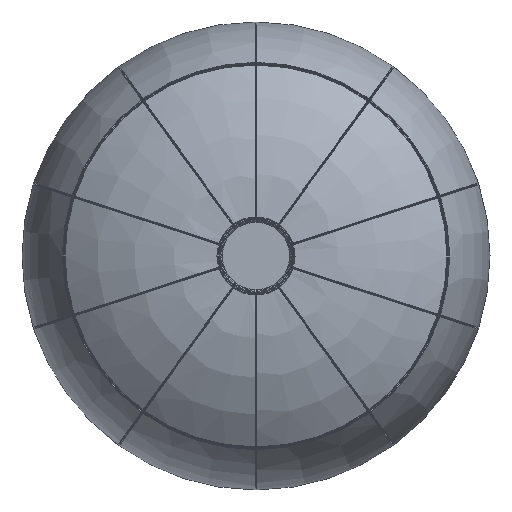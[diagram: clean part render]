
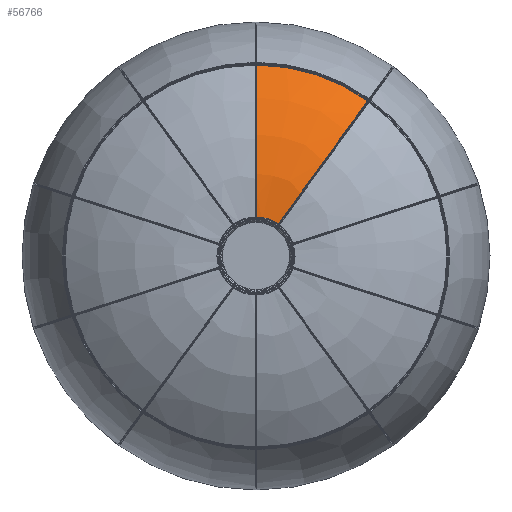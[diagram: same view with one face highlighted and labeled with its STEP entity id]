
A CAD part, front view. The second image highlights one B-rep face of the part: STEP entity #56766.
In plain terms, the highlighted toroidal (fillet/blend) face has major radius 110.103 mm and minor radius 570 mm.
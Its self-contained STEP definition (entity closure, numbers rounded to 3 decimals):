
#439 = CARTESIAN_POINT ( 'NONE',  ( 2.005, -382.916, 360.261 ) ) ;
#1117 = AXIS2_PLACEMENT_3D ( 'NONE', #18804, #19279, #19503 ) ;
#1127 = CARTESIAN_POINT ( 'NONE',  ( 2.005, -341.841, 431.024 ) ) ;
#1817 = CARTESIAN_POINT ( 'NONE',  ( 2.003, -437.502, 170.636 ) ) ;
#2052 = CARTESIAN_POINT ( 'NONE',  ( 2., -440.701, 104.718 ) ) ;
#2121 = ORIENTED_EDGE ( 'NONE', *, *, #24687, .T. ) ;
#3132 = CARTESIAN_POINT ( 'NONE',  ( 117.489, -433.159, 165.117 ) ) ;
#3831 = CARTESIAN_POINT ( 'NONE',  ( 126.946, -430.277, 178.135 ) ) ;
#4525 = CARTESIAN_POINT ( 'NONE',  ( 182.792, -402.93, 255.002 ) ) ;
#5495 = DIRECTION ( 'NONE',  ( 0., 1., 0. ) ) ;
#5911 = CARTESIAN_POINT ( 'NONE',  ( 2.004, -406.698, 303.468 ) ) ;
#6228 = FACE_OUTER_BOUND ( 'NONE', #11199, .T. ) ;
#6605 = CARTESIAN_POINT ( 'NONE',  ( 2.005, -402.417, 315.078 ) ) ;
#6844 = CARTESIAN_POINT ( 'NONE',  ( 2.004, -415.88, 275.968 ) ) ;
#7763 = CARTESIAN_POINT ( 'NONE',  ( 2.004, -418.236, 268.012 ) ) ;
#9313 = CARTESIAN_POINT ( 'NONE',  ( 173.621, -408.59, 242.379 ) ) ;
#9708 = CARTESIAN_POINT ( 'NONE',  ( 2.005, -322.26, 457.661 ) ) ;
#10018 = VERTEX_POINT ( 'NONE', #61383 ) ;
#10054 = ORIENTED_EDGE ( 'NONE', *, *, #31617, .T. ) ;
#10942 = CARTESIAN_POINT ( 'NONE',  ( 0., -440.063, 0. ) ) ;
#11199 = EDGE_LOOP ( 'NONE', ( #12469, #10054, #34017, #2121 ) ) ;
#11361 = CARTESIAN_POINT ( 'NONE',  ( 1.998, -440.063, 88.143 ) ) ;
#11742 = AXIS2_PLACEMENT_3D ( 'NONE', #10942, #5495, #15910 ) ;
#11820 = CARTESIAN_POINT ( 'NONE',  ( 2.005, -332.374, 444.514 ) ) ;
#12469 = ORIENTED_EDGE ( 'NONE', *, *, #45276, .T. ) ;
#12523 = CARTESIAN_POINT ( 'NONE',  ( 2.004, -426.602, 235.951 ) ) ;
#15910 = DIRECTION ( 'NONE',  ( 0., 0., -1. ) ) ;
#16128 = CARTESIAN_POINT ( 'NONE',  ( 267.384, -322.26, 371.434 ) ) ;
#17719 = CARTESIAN_POINT ( 'NONE',  ( 2.003, -432.813, 203.391 ) ) ;
#17945 = CARTESIAN_POINT ( 'NONE',  ( 2.001, -440.615, 121.244 ) ) ;
#18415 = CARTESIAN_POINT ( 'NONE',  ( 1.998, -440.063, 88.143 ) ) ;
#18804 = CARTESIAN_POINT ( 'NONE',  ( 0., -322.26, 0. ) ) ;
#19279 = DIRECTION ( 'NONE',  ( 0., -1., 0. ) ) ;
#19503 = DIRECTION ( 'NONE',  ( 0., 0., -1. ) ) ;
#20184 = CARTESIAN_POINT ( 'NONE',  ( 145.744, -423.111, 204.009 ) ) ;
#20362 = VERTEX_POINT ( 'NONE', #31318 ) ;
#20652 = CARTESIAN_POINT ( 'NONE',  ( 259.651, -332.381, 360.791 ) ) ;
#20886 = CARTESIAN_POINT ( 'NONE',  ( 209.599, -383.116, 291.9 ) ) ;
#24687 = EDGE_CURVE ( 'NONE', #28860, #10018, #41610, .T. ) ;
#25841 = CARTESIAN_POINT ( 'NONE',  ( 69.628, -440.613, 99.238 ) ) ;
#27426 = CARTESIAN_POINT ( 'NONE',  ( 2.005, -367.733, 389.227 ) ) ;
#28343 = CARTESIAN_POINT ( 'NONE',  ( 2.005, -399.402, 322.734 ) ) ;
#28860 = VERTEX_POINT ( 'NONE', #11361 ) ;
#29029 = CARTESIAN_POINT ( 'NONE',  ( 2.004, -429.906, 219.717 ) ) ;
#30265 = DIRECTION ( 'NONE',  ( 0., 0., 1. ) ) ;
#30535 = CARTESIAN_POINT ( 'NONE',  ( 50.192, -440.063, 72.483 ) ) ;
#31248 = CARTESIAN_POINT ( 'NONE',  ( 235.331, -359.675, 327.316 ) ) ;
#31318 = CARTESIAN_POINT ( 'NONE',  ( 267.384, -322.26, 371.434 ) ) ;
#31486 = CARTESIAN_POINT ( 'NONE',  ( 216.141, -377.553, 300.904 ) ) ;
#31611 = B_SPLINE_CURVE_WITH_KNOTS ( 'NONE', 3,
 ( #30535, #35945, #25841, #35496, #41376, #3132, #3831, #20184, #36397, #41608, #46322, #9313, #48412, #4525, #31962, #42769, #63471, #31731, #20886, #69384, #31486, #53834, #31248, #37120, #20652, #16128 ),
 .UNSPECIFIED., .F., .F.,
 ( 4, 2, 2, 2, 2, 2, 2, 2, 2, 2, 2, 2, 4 ),
 ( 0., 0.049, 0.098, 0.147, 0.196, 0.208, 0.221, 0.245, 0.27, 0.282, 0.294, 0.343, 0.392 ),
 .UNSPECIFIED. ) ;
#31617 = EDGE_CURVE ( 'NONE', #20362, #53448, #52939, .T. ) ;
#31731 = CARTESIAN_POINT ( 'NONE',  ( 207.402, -384.916, 288.876 ) ) ;
#31962 = CARTESIAN_POINT ( 'NONE',  ( 187.332, -399.911, 261.25 ) ) ;
#33139 = B_SPLINE_CURVE_WITH_KNOTS ( 'NONE', 3,
 ( #44078, #11820, #1127, #38915, #27426, #439, #38232, #28343, #6605, #5911, #65981, #33765, #39151, #6844, #7763, #61506, #12523, #29029, #50906, #17719, #66891, #45471, #1817, #66196, #17945, #2052, #18415 ),
 .UNSPECIFIED., .F., .F.,
 ( 4, 2, 2, 2, 2, 2, 2, 2, 1, 2, 2, 2, 2, 4 ),
 ( 0., 0.049, 0.098, 0.147, 0.172, 0.184, 0.196, 0.221, 0.245, 0.27, 0.282, 0.294, 0.343, 0.392 ),
 .UNSPECIFIED. ) ;
#33765 = CARTESIAN_POINT ( 'NONE',  ( 2.004, -410.78, 291.752 ) ) ;
#34017 = ORIENTED_EDGE ( 'NONE', *, *, #57017, .T. ) ;
#34985 = DIRECTION ( 'NONE',  ( 0., -1., 0. ) ) ;
#35496 = CARTESIAN_POINT ( 'NONE',  ( 88.888, -439.03, 125.75 ) ) ;
#35945 = CARTESIAN_POINT ( 'NONE',  ( 59.94, -440.702, 85.903 ) ) ;
#36397 = CARTESIAN_POINT ( 'NONE',  ( 155.085, -418.828, 216.866 ) ) ;
#37120 = CARTESIAN_POINT ( 'NONE',  ( 251.693, -341.885, 349.837 ) ) ;
#38232 = CARTESIAN_POINT ( 'NONE',  ( 2.005, -389.888, 345.45 ) ) ;
#38322 = TOROIDAL_SURFACE ( 'NONE', #57605, 110.103, 570. ) ;
#38915 = CARTESIAN_POINT ( 'NONE',  ( 2.005, -359.52, 403.38 ) ) ;
#39151 = CARTESIAN_POINT ( 'NONE',  ( 2.004, -412.088, 287.816 ) ) ;
#41376 = CARTESIAN_POINT ( 'NONE',  ( 98.46, -437.536, 138.925 ) ) ;
#41608 = CARTESIAN_POINT ( 'NONE',  ( 166.687, -412.568, 232.835 ) ) ;
#41610 = CIRCLE ( 'NONE', #11742, 88.165 ) ;
#42769 = CARTESIAN_POINT ( 'NONE',  ( 196.326, -393.542, 273.631 ) ) ;
#44078 = CARTESIAN_POINT ( 'NONE',  ( 2.005, -322.26, 457.661 ) ) ;
#45276 = EDGE_CURVE ( 'NONE', #10018, #20362, #31611, .T. ) ;
#45471 = CARTESIAN_POINT ( 'NONE',  ( 2.003, -434.712, 191.117 ) ) ;
#46322 = CARTESIAN_POINT ( 'NONE',  ( 169.005, -411.27, 236.025 ) ) ;
#48412 = CARTESIAN_POINT ( 'NONE',  ( 175.921, -407.207, 245.544 ) ) ;
#50906 = CARTESIAN_POINT ( 'NONE',  ( 2.003, -432.12, 207.48 ) ) ;
#52939 = CIRCLE ( 'NONE', #1117, 457.665 ) ;
#53448 = VERTEX_POINT ( 'NONE', #9708 ) ;
#53834 = CARTESIAN_POINT ( 'NONE',  ( 226.927, -367.962, 315.749 ) ) ;
#56766 = ADVANCED_FACE ( 'NONE', ( #6228 ), #38322, .T. ) ;
#57017 = EDGE_CURVE ( 'NONE', #53448, #28860, #33139, .T. ) ;
#57605 = AXIS2_PLACEMENT_3D ( 'NONE', #66975, #34985, #30265 ) ;
#61383 = CARTESIAN_POINT ( 'NONE',  ( 50.192, -440.063, 72.483 ) ) ;
#61506 = CARTESIAN_POINT ( 'NONE',  ( 2.004, -422.595, 252.022 ) ) ;
#63471 = CARTESIAN_POINT ( 'NONE',  ( 200.782, -390.192, 279.763 ) ) ;
#65981 = CARTESIAN_POINT ( 'NONE',  ( 2.004, -408.086, 299.577 ) ) ;
#66196 = CARTESIAN_POINT ( 'NONE',  ( 2.002, -439.015, 154.204 ) ) ;
#66891 = CARTESIAN_POINT ( 'NONE',  ( 2.003, -434.11, 195.21 ) ) ;
#66975 = CARTESIAN_POINT ( 'NONE',  ( 0., 129.515, 0. ) ) ;
#69384 = CARTESIAN_POINT ( 'NONE',  ( 213.97, -379.433, 297.915 ) ) ;
